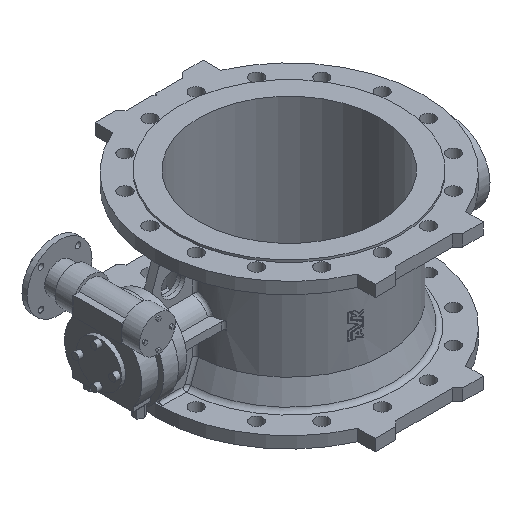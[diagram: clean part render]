
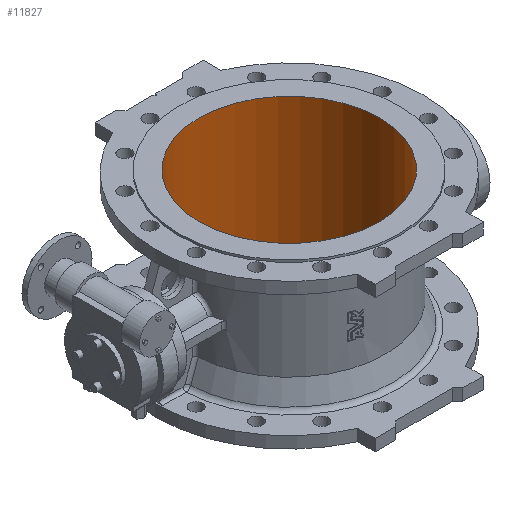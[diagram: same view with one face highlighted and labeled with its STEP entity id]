
A CAD part, isometric view. The second image highlights one B-rep face of the part: STEP entity #11827.
In plain terms, the highlighted cylindrical face has radius 175 mm (diameter 350 mm), a full revolution.
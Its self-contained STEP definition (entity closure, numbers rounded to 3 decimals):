
#282 = EDGE_LOOP ( 'NONE', ( #8960 ) ) ;
#292 = EDGE_LOOP ( 'NONE', ( #8961 ) ) ;
#1367 = FACE_OUTER_BOUND ( 'NONE', #282, .T. ) ;
#1371 = FACE_OUTER_BOUND ( 'NONE', #292, .T. ) ;
#1373 = CYLINDRICAL_SURFACE ( 'NONE', #14810, 175. ) ;
#3993 = CIRCLE ( 'NONE', #10910, 175. ) ;
#4021 = CIRCLE ( 'NONE', #10894, 175. ) ;
#4415 = VERTEX_POINT ( 'NONE', #7427 ) ;
#4424 = VERTEX_POINT ( 'NONE', #7436 ) ;
#5647 = CARTESIAN_POINT ( 'NONE',  ( 0., -3., 145. ) ) ;
#5648 = DIRECTION ( 'NONE',  ( 0., 0., 1. ) ) ;
#5649 = DIRECTION ( 'NONE',  ( -1., 0., 0. ) ) ;
#5691 = CARTESIAN_POINT ( 'NONE',  ( 0., -3., -145. ) ) ;
#5692 = DIRECTION ( 'NONE',  ( 0., 0., 1. ) ) ;
#5693 = DIRECTION ( 'NONE',  ( -1., 0., 0. ) ) ;
#7427 = CARTESIAN_POINT ( 'NONE',  ( -175., -3., 145. ) ) ;
#7436 = CARTESIAN_POINT ( 'NONE',  ( -175., -3., -145. ) ) ;
#8960 = ORIENTED_EDGE ( 'NONE', *, *, #15472, .F. ) ;
#8961 = ORIENTED_EDGE ( 'NONE', *, *, #15455, .T. ) ;
#10710 = DIRECTION ( 'NONE',  ( -1., 0., 0. ) ) ;
#10711 = DIRECTION ( 'NONE',  ( 0., 0., 1. ) ) ;
#10714 = CARTESIAN_POINT ( 'NONE',  ( 0., -3., 133.661 ) ) ;
#10894 = AXIS2_PLACEMENT_3D ( 'NONE', #5691, #5692, #5693 ) ;
#10910 = AXIS2_PLACEMENT_3D ( 'NONE', #5647, #5648, #5649 ) ;
#11827 = ADVANCED_FACE ( 'NONE', ( #1367, #1371 ), #1373, .F. ) ;
#14810 = AXIS2_PLACEMENT_3D ( 'NONE', #10714, #10711, #10710 ) ;
#15455 = EDGE_CURVE ( 'NONE', #4415, #4415, #3993, .T. ) ;
#15472 = EDGE_CURVE ( 'NONE', #4424, #4424, #4021, .T. ) ;
